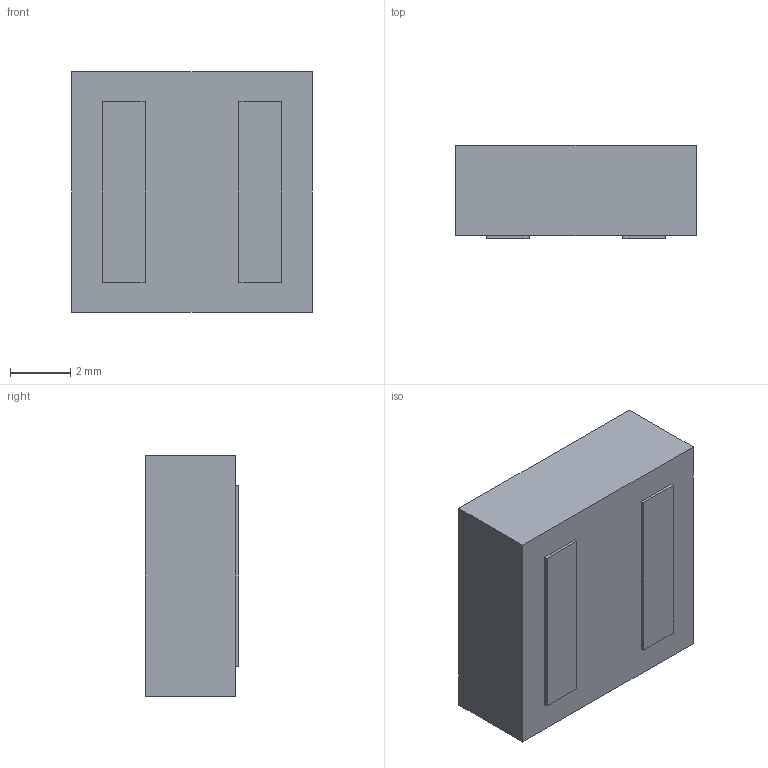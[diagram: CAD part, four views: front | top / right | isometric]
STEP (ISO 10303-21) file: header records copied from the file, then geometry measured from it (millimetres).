
FILE_DESCRIPTION (( 'STEP AP214' ), '1' );
FILE_NAME ('Coilcraft-XAL7030-103.STEP', '2019-01-07T09:56:23', ( '' ), ( '' ), 'SwSTEP 2.0', 'SolidWorks 2018', '' );
FILE_SCHEMA (( 'AUTOMOTIVE_DESIGN' ));
Length unit declared in the file: millimetre
Products named in the file (1): Coilcraft-XAL7030-103
Bounding box: 8 x 3.1 x 8 mm (x, y, z)
Volume: 193.7 mm3; surface area: 227 mm2
Topology: 1 solids, 1 shells, 71 faces, 157 edges, 96 vertices
Faces by surface type: plane 36, bspline 35
Entity records: 3578 total; most frequent: CARTESIAN_POINT 2044, ORIENTED_EDGE 314, DIRECTION 161, EDGE_CURVE 157, VERTEX_POINT 96, VECTOR 87, LINE 87, EDGE_LOOP 79
